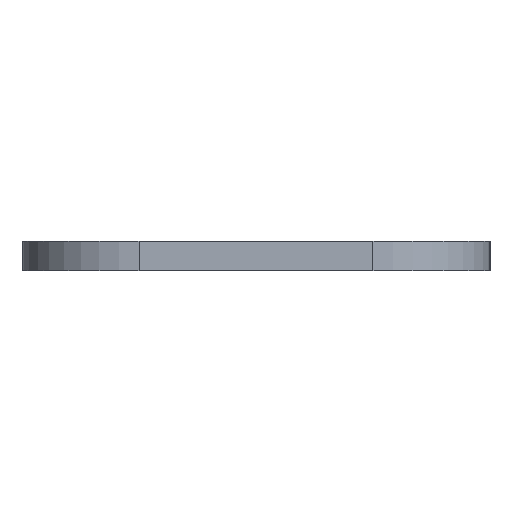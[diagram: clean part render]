
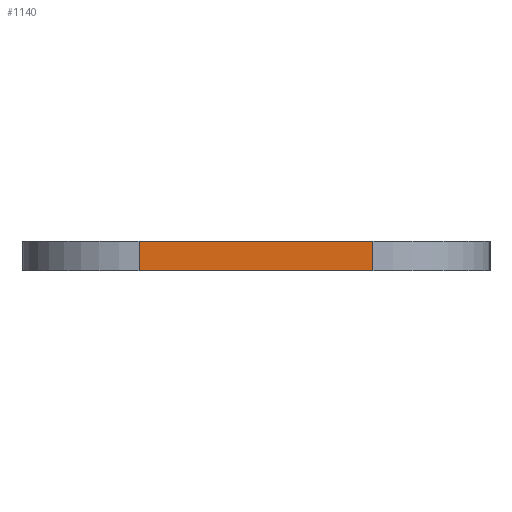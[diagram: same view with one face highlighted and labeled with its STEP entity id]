
A CAD part, left-side view. The second image highlights one B-rep face of the part: STEP entity #1140.
In plain terms, the highlighted planar face has unit normal (-1, 0, 0).
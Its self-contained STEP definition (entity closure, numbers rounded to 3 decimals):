
#28=PLANE('',#1224);
#66=FACE_OUTER_BOUND('',#128,.T.);
#128=EDGE_LOOP('',(#801,#802,#803,#804));
#202=LINE('',#1747,#314);
#203=LINE('',#1751,#315);
#204=LINE('',#1753,#316);
#205=LINE('',#1754,#317);
#314=VECTOR('',#1394,10.);
#315=VECTOR('',#1399,10.);
#316=VECTOR('',#1400,10.);
#317=VECTOR('',#1401,10.);
#491=VERTEX_POINT('',#1744);
#492=VERTEX_POINT('',#1746);
#493=VERTEX_POINT('',#1750);
#494=VERTEX_POINT('',#1752);
#617=EDGE_CURVE('',#492,#491,#202,.T.);
#619=EDGE_CURVE('',#491,#493,#203,.T.);
#620=EDGE_CURVE('',#494,#493,#204,.T.);
#621=EDGE_CURVE('',#494,#492,#205,.T.);
#801=ORIENTED_EDGE('',*,*,#619,.T.);
#802=ORIENTED_EDGE('',*,*,#620,.F.);
#803=ORIENTED_EDGE('',*,*,#621,.T.);
#804=ORIENTED_EDGE('',*,*,#617,.T.);
#1140=ADVANCED_FACE('',(#66),#28,.T.);
#1224=AXIS2_PLACEMENT_3D('',#1749,#1397,#1398);
#1394=DIRECTION('',(0.,0.,1.));
#1397=DIRECTION('center_axis',(-1.,0.,0.));
#1398=DIRECTION('ref_axis',(0.,0.,1.));
#1399=DIRECTION('',(0.,1.,0.));
#1400=DIRECTION('',(0.,0.,1.));
#1401=DIRECTION('',(0.,-1.,0.));
#1744=CARTESIAN_POINT('',(-4.,-8.,1.));
#1746=CARTESIAN_POINT('',(-4.,-8.,0.));
#1747=CARTESIAN_POINT('',(-4.,-8.,0.));
#1749=CARTESIAN_POINT('Origin',(-4.,-8.,0.));
#1750=CARTESIAN_POINT('',(-4.,0.,1.));
#1751=CARTESIAN_POINT('',(-4.,0.,1.));
#1752=CARTESIAN_POINT('',(-4.,0.,0.));
#1753=CARTESIAN_POINT('',(-4.,0.,0.));
#1754=CARTESIAN_POINT('',(-4.,0.,0.));
